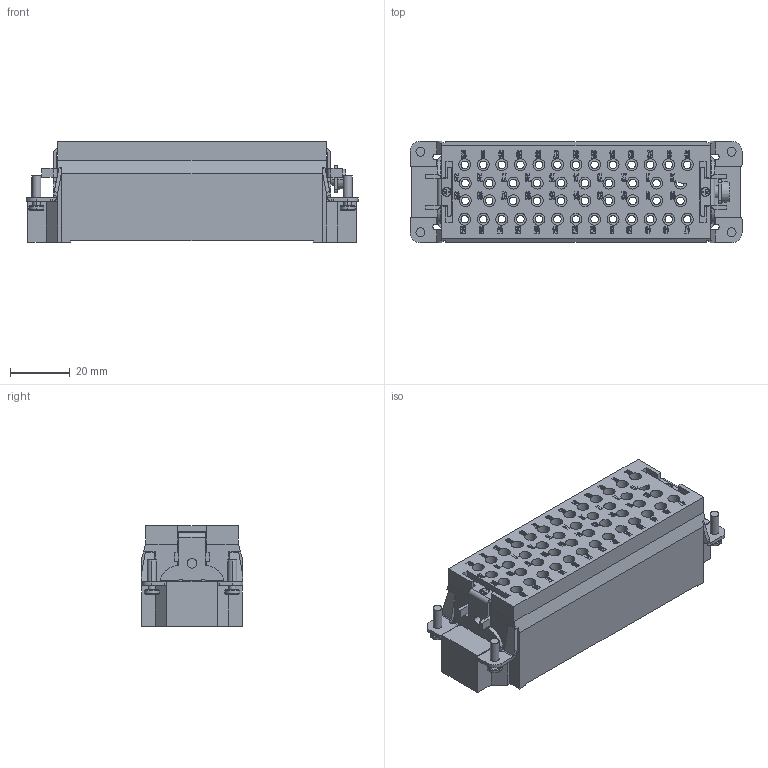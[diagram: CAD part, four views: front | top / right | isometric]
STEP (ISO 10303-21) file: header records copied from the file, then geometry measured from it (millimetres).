
FILE_DESCRIPTION((''),'2;1');
FILE_NAME('HEE-046-FC47-92','2017-08-11T',('tl.yang'),(''),'PRO/ENGINEER BY PARAMETRIC TECHNOLOGY CORPORATION, 2011500','PRO/ENGINEER BY PARAMETRIC TECHNOLOGY CORPORATION, 2011500','');
FILE_SCHEMA(('CONFIG_CONTROL_DESIGN'));
Products named in the file (1): HEE-046-FC47-92
Bounding box: 111 x 34 x 33.7 mm (x, y, z)
Volume: 61647.5 mm3; surface area: 38383.8 mm2
Topology: 1 solids, 1 shells, 8677 faces, 24643 edges, 16390 vertices
Faces by surface type: plane 8193, cylinder 404, cone 40, bspline 36, torus 4
Entity records: 277826 total; most frequent: CARTESIAN_POINT 51244, ORIENTED_EDGE 49278, DIRECTION 42658, EDGE_CURVE 24639, VECTOR 23650, LINE 23650, VERTEX_POINT 16388, AXIS2_PLACEMENT_3D 9504
